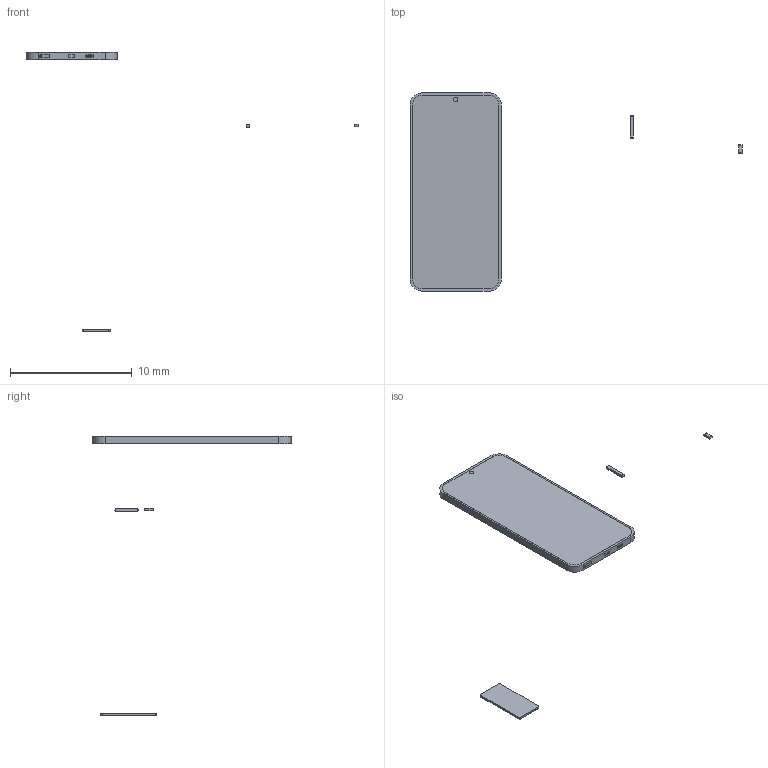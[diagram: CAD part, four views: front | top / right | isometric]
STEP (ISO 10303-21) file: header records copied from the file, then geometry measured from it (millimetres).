
FILE_DESCRIPTION (( 'STEP AP214' ), '1' );
FILE_NAME ('蚾饜极蜊.STEP', '2025-01-17T09:11:35', ( '' ), ( '' ), 'SwSTEP 2.0', 'SolidWorks 2024', '' );
FILE_SCHEMA (( 'AUTOMOTIVE_DESIGN' ));
Length unit declared in the file: millimetre
Products named in the file (5): 零件5; 零件9; 零件7; 装配体改; 零件6
Assembly tree (4 placements, depth 2):
  装配体改
    零件5
    零件6
    零件7
    零件9
Bounding box: 27.29 x 16.3 x 22.95 mm (x, y, z)
Volume: 73.5 mm3; surface area: 298.4 mm2
Topology: 4 solids, 4 shells, 129 faces, 294 edges, 196 vertices
Faces by surface type: plane 69, cylinder 50, bspline 10
Entity records: 3832 total; most frequent: CARTESIAN_POINT 756, DIRECTION 626, ORIENTED_EDGE 588, EDGE_CURVE 294, AXIS2_PLACEMENT_3D 226, VERTEX_POINT 196, VECTOR 174, LINE 174
